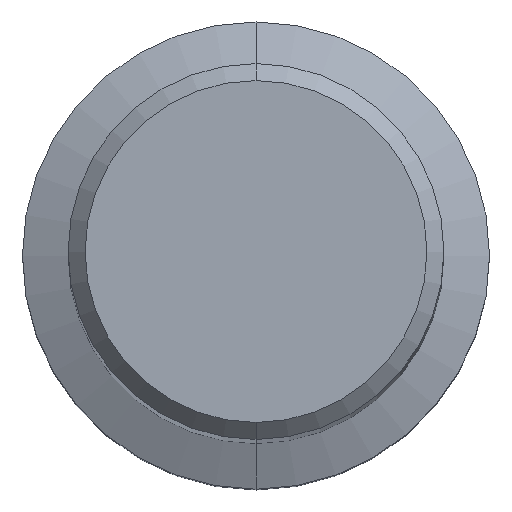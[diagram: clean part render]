
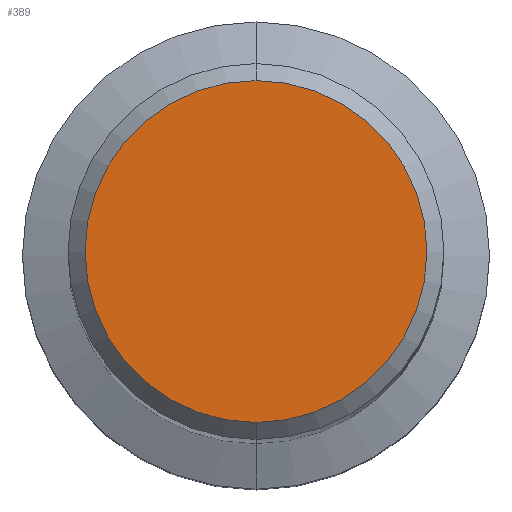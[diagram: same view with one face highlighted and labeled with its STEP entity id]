
A CAD part, top view. The second image highlights one B-rep face of the part: STEP entity #389.
In plain terms, the highlighted planar face has unit normal (0, 0, 1).
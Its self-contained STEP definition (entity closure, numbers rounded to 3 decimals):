
#267=EDGE_CURVE('',#531,#453,#632,.T.);
#389=ADVANCED_FACE('',(#770),#771,.T.);
#453=VERTEX_POINT('',#842);
#525=EDGE_CURVE('',#453,#531,#916,.T.);
#531=VERTEX_POINT('',#923);
#632=CIRCLE('',#1086,8.05);
#770=FACE_OUTER_BOUND('',#1370,.T.);
#771=PLANE('',#1371);
#842=CARTESIAN_POINT('',(0.,-8.05,0.0));
#916=CIRCLE('',#1683,8.05);
#923=CARTESIAN_POINT('',(0.0,8.05,0.0));
#1086=AXIS2_PLACEMENT_3D('',#1824,#1825,#1826);
#1370=EDGE_LOOP('',(#1999,#2000));
#1371=AXIS2_PLACEMENT_3D('',#2001,#2002,#2003);
#1683=AXIS2_PLACEMENT_3D('',#2117,#2118,#2119);
#1824=CARTESIAN_POINT('',(0.0,0.0,0.0));
#1825=DIRECTION('',(0.0,0.0,-1.0));
#1826=DIRECTION('',(0.0,1.0,0.0));
#1999=ORIENTED_EDGE('',*,*,#267,.F.);
#2000=ORIENTED_EDGE('',*,*,#525,.F.);
#2001=CARTESIAN_POINT('',(0.0,4.025,0.0));
#2002=DIRECTION('',(-0.0,0.0,1.0));
#2003=DIRECTION('',(0.0,-1.0,0.0));
#2117=CARTESIAN_POINT('',(0.0,0.0,0.0));
#2118=DIRECTION('',(0.0,0.0,-1.0));
#2119=DIRECTION('',(0.0,1.0,0.0));
